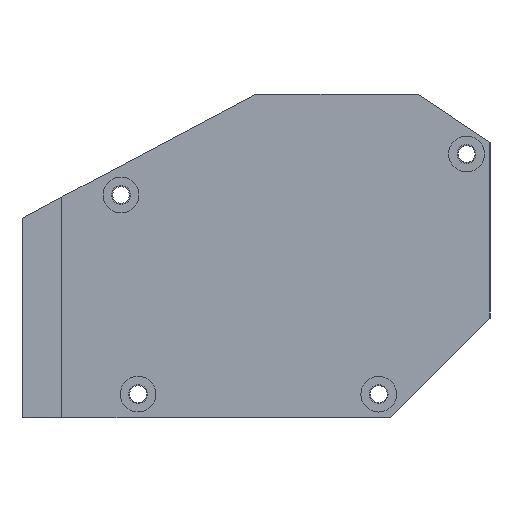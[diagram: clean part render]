
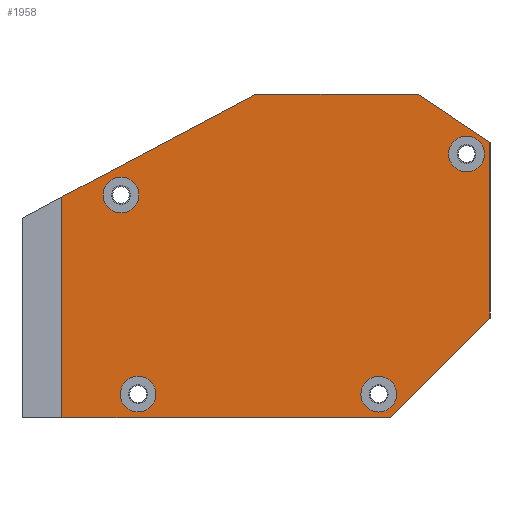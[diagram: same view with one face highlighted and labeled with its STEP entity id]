
A CAD part, left-side view. The second image highlights one B-rep face of the part: STEP entity #1958.
In plain terms, the highlighted planar face has unit normal (-1, 0, 0).
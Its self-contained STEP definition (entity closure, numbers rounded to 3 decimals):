
#130=FACE_BOUND('',#355,.T.);
#131=FACE_BOUND('',#356,.T.);
#132=FACE_BOUND('',#357,.T.);
#133=FACE_BOUND('',#358,.T.);
#170=PLANE('',#2110);
#230=FACE_OUTER_BOUND('',#354,.T.);
#354=EDGE_LOOP('',(#1373,#1374,#1375,#1376,#1377,#1378,#1379));
#355=EDGE_LOOP('',(#1380));
#356=EDGE_LOOP('',(#1381));
#357=EDGE_LOOP('',(#1382));
#358=EDGE_LOOP('',(#1383));
#499=LINE('',#2912,#632);
#502=LINE('',#2918,#635);
#504=LINE('',#2922,#637);
#505=LINE('',#2924,#638);
#506=LINE('',#2926,#639);
#507=LINE('',#2928,#640);
#508=LINE('',#2929,#641);
#632=VECTOR('',#2338,10.);
#635=VECTOR('',#2343,10.);
#637=VECTOR('',#2347,10.);
#638=VECTOR('',#2348,10.);
#639=VECTOR('',#2349,10.);
#640=VECTOR('',#2350,10.);
#641=VECTOR('',#2351,10.);
#759=CIRCLE('',#2087,3.05);
#762=CIRCLE('',#2092,3.05);
#765=CIRCLE('',#2097,3.05);
#768=CIRCLE('',#2102,3.05);
#843=VERTEX_POINT('',#2784);
#846=VERTEX_POINT('',#2793);
#849=VERTEX_POINT('',#2802);
#852=VERTEX_POINT('',#2811);
#860=VERTEX_POINT('',#2909);
#861=VERTEX_POINT('',#2911);
#863=VERTEX_POINT('',#2917);
#864=VERTEX_POINT('',#2921);
#865=VERTEX_POINT('',#2923);
#866=VERTEX_POINT('',#2925);
#867=VERTEX_POINT('',#2927);
#1038=EDGE_CURVE('',#843,#843,#759,.T.);
#1042=EDGE_CURVE('',#846,#846,#762,.T.);
#1046=EDGE_CURVE('',#849,#849,#765,.T.);
#1050=EDGE_CURVE('',#852,#852,#768,.T.);
#1060=EDGE_CURVE('',#861,#860,#499,.T.);
#1063=EDGE_CURVE('',#863,#861,#502,.T.);
#1065=EDGE_CURVE('',#860,#864,#504,.T.);
#1066=EDGE_CURVE('',#864,#865,#505,.T.);
#1067=EDGE_CURVE('',#865,#866,#506,.T.);
#1068=EDGE_CURVE('',#866,#867,#507,.T.);
#1069=EDGE_CURVE('',#867,#863,#508,.T.);
#1373=ORIENTED_EDGE('',*,*,#1060,.T.);
#1374=ORIENTED_EDGE('',*,*,#1065,.T.);
#1375=ORIENTED_EDGE('',*,*,#1066,.T.);
#1376=ORIENTED_EDGE('',*,*,#1067,.T.);
#1377=ORIENTED_EDGE('',*,*,#1068,.T.);
#1378=ORIENTED_EDGE('',*,*,#1069,.T.);
#1379=ORIENTED_EDGE('',*,*,#1063,.T.);
#1380=ORIENTED_EDGE('',*,*,#1038,.T.);
#1381=ORIENTED_EDGE('',*,*,#1042,.T.);
#1382=ORIENTED_EDGE('',*,*,#1046,.T.);
#1383=ORIENTED_EDGE('',*,*,#1050,.T.);
#1958=ADVANCED_FACE('',(#230,#130,#131,#132,#133),#170,.F.);
#2087=AXIS2_PLACEMENT_3D('',#2785,#2286,#2287);
#2092=AXIS2_PLACEMENT_3D('',#2794,#2297,#2298);
#2097=AXIS2_PLACEMENT_3D('',#2803,#2308,#2309);
#2102=AXIS2_PLACEMENT_3D('',#2812,#2319,#2320);
#2110=AXIS2_PLACEMENT_3D('',#2920,#2345,#2346);
#2286=DIRECTION('center_axis',(1.,0.,0.));
#2287=DIRECTION('ref_axis',(0.,-1.,0.));
#2297=DIRECTION('center_axis',(1.,0.,0.));
#2298=DIRECTION('ref_axis',(0.,-1.,0.));
#2308=DIRECTION('center_axis',(1.,0.,0.));
#2309=DIRECTION('ref_axis',(0.,-1.,0.));
#2319=DIRECTION('center_axis',(1.,0.,0.));
#2320=DIRECTION('ref_axis',(0.,-1.,0.));
#2338=DIRECTION('',(0.,0.,-1.));
#2343=DIRECTION('',(0.,0.884,-0.468));
#2345=DIRECTION('center_axis',(1.,0.,0.));
#2346=DIRECTION('ref_axis',(0.,0.,-1.));
#2347=DIRECTION('',(0.,-1.,0.));
#2348=DIRECTION('',(0.,-0.707,0.707));
#2349=DIRECTION('',(0.,0.,1.));
#2350=DIRECTION('',(0.,0.831,0.556));
#2351=DIRECTION('',(0.,1.,0.));
#2784=CARTESIAN_POINT('',(121.,-256.95,-430.));
#2785=CARTESIAN_POINT('Origin',(121.,-260.,-430.));
#2793=CARTESIAN_POINT('',(121.,-298.035,-430.009));
#2794=CARTESIAN_POINT('Origin',(121.,-301.085,-430.009));
#2802=CARTESIAN_POINT('',(121.,-254.035,-396.009));
#2803=CARTESIAN_POINT('Origin',(121.,-257.085,-396.009));
#2811=CARTESIAN_POINT('',(121.,-313.035,-389.009));
#2812=CARTESIAN_POINT('Origin',(121.,-316.085,-389.009));
#2909=CARTESIAN_POINT('',(121.,-247.,-434.009));
#2911=CARTESIAN_POINT('',(121.,-247.,-396.348));
#2912=CARTESIAN_POINT('',(121.,-247.,-413.553));
#2917=CARTESIAN_POINT('',(121.,-280.085,-378.831));
#2918=CARTESIAN_POINT('',(121.,-255.109,-392.054));
#2920=CARTESIAN_POINT('Origin',(121.,-280.085,-406.42));
#2921=CARTESIAN_POINT('',(121.,-303.085,-434.009));
#2922=CARTESIAN_POINT('',(121.,-240.085,-434.009));
#2923=CARTESIAN_POINT('',(121.,-320.085,-417.009));
#2924=CARTESIAN_POINT('',(121.,-303.085,-434.009));
#2925=CARTESIAN_POINT('',(121.,-320.085,-387.009));
#2926=CARTESIAN_POINT('',(121.,-320.085,-417.009));
#2927=CARTESIAN_POINT('',(121.,-307.868,-378.831));
#2928=CARTESIAN_POINT('',(121.,-320.085,-387.009));
#2929=CARTESIAN_POINT('',(121.,-307.868,-378.831));
